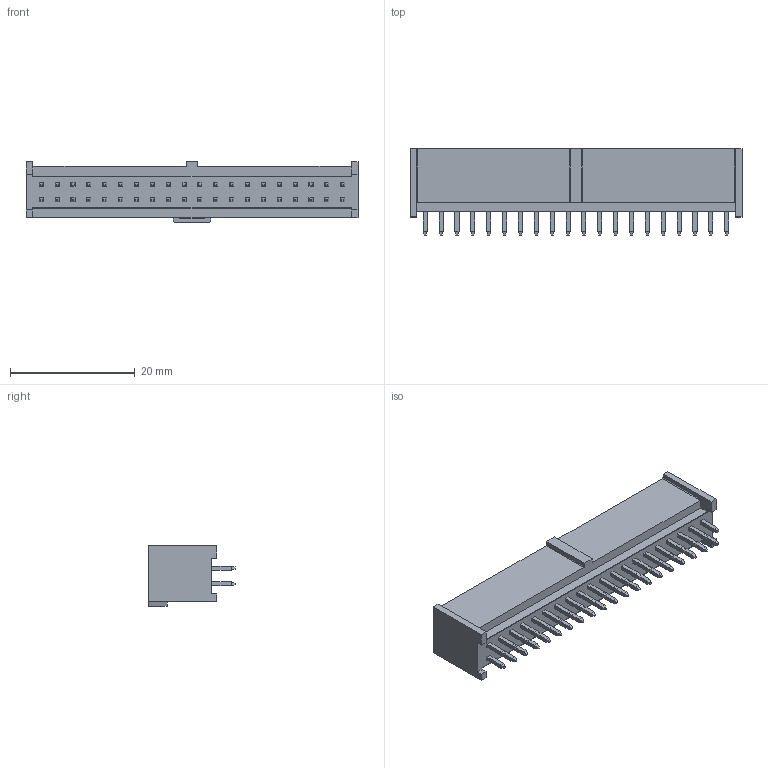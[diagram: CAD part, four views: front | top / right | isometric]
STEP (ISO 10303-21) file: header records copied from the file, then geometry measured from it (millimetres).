
FILE_DESCRIPTION((''),'2;1');
FILE_NAME('901301240','2018-10-31T',('gga'),(''),'PRO/ENGINEER BY PARAMETRIC TECHNOLOGY CORPORATION, 2016010','PRO/ENGINEER BY PARAMETRIC TECHNOLOGY CORPORATION, 2016010','');
FILE_SCHEMA(('CONFIG_CONTROL_DESIGN'));
Length unit declared in the file: millimetre
Products named in the file (1): 901301240
Bounding box: 53.14 x 13.8 x 9.75 mm (x, y, z)
Volume: 1883.6 mm3; surface area: 4056.2 mm2
Topology: 1 solids, 1 shells, 777 faces, 1844 edges, 1148 vertices
Faces by surface type: plane 773, cylinder 4
Entity records: 21525 total; most frequent: CARTESIAN_POINT 3690, ORIENTED_EDGE 3528, DIRECTION 3488, EDGE_CURVE 1764, VECTOR 1756, LINE 1756, VERTEX_POINT 1068, AXIS2_PLACEMENT_3D 866
